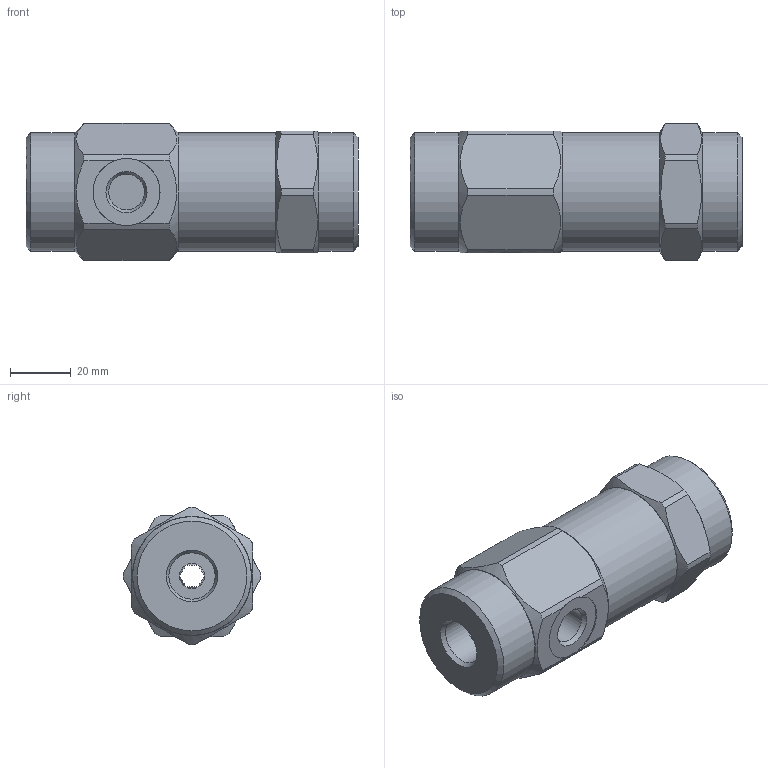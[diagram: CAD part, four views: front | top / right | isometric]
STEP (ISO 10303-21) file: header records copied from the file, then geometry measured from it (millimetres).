
FILE_DESCRIPTION(/* description */ ('Unknown'),/* implementation_level */ '2;1');
FILE_NAME(/* name */ 'V0202',/* time_stamp */ '2017-05-17T14:28:29+02:00',/* author */ ('Unknown'),/* organization */ ('Unknown'),/* preprocessor_version */ 'ST-DEVELOPER v16.7',/* originating_system */ 'DEX',/* authorisation */ $);
FILE_SCHEMA (('AUTOMOTIVE_DESIGN {1 0 10303 214 3 1 1}'));
Length unit declared in the file: millimetre
Products named in the file (1): V0202
Bounding box: 109 x 45 x 45 mm (x, y, z)
Surface area: 18493.9 mm2 (no closed solid volume)
Topology: 0 solids, 3 shells, 51 faces, 161 edges, 114 vertices
Faces by surface type: cylinder 20, plane 18, cone 10, torus 3
Full cylindrical faces by diameter (mm): 11.8 x1, 15.2 x2, 39 x3
Entity records: 3351 total; most frequent: CARTESIAN_POINT 1738, DIRECTION 250, ORIENTED_EDGE 231, EDGE_CURVE 129, AXIS2_PLACEMENT_3D 111, VERTEX_POINT 101, EDGE_LOOP 75, FACE_BOUND 75
